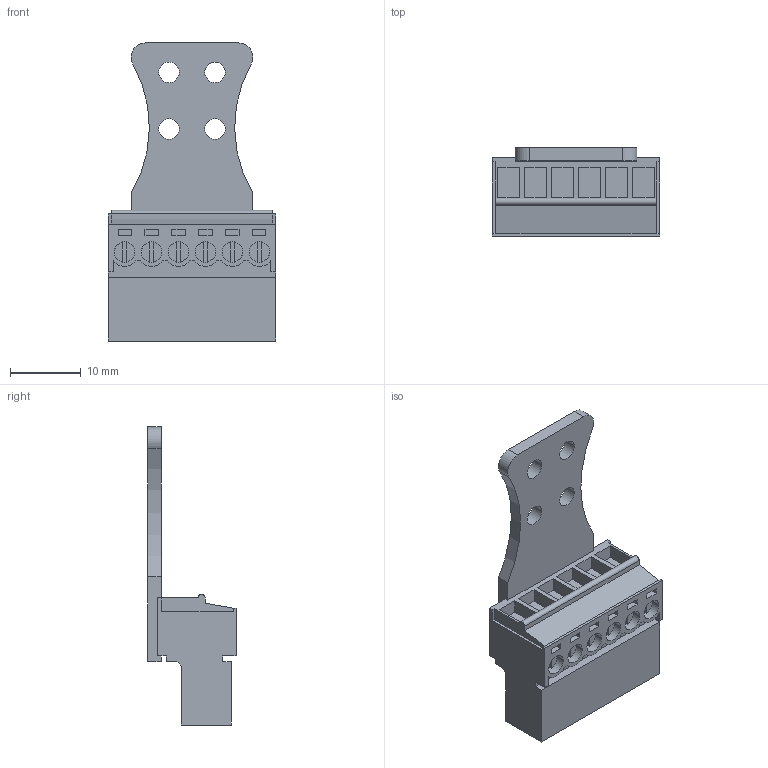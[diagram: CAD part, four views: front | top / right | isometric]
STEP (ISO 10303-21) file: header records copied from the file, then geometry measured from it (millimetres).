
FILE_DESCRIPTION(('CATIA V5 STEP Exchange','CAx-IF Rec.Pracs.--- Model Styling and Organization---1.2---2011-12-15'),'2;1');
FILE_NAME ('D1448156_0', '2018-05-11T14:36:02+00:00', ('none'), ('Weidmueller'), 'CATIA Version 5-6 Release 2014', 'CATIA V5 STEP AP214', 'none');
FILE_SCHEMA(('AUTOMOTIVE_DESIGN { 1 0 10303 214 1 1 1 1 }'));
Length unit declared in the file: millimetre
Products named in the file (1): 1071720000
Bounding box: 23.65 x 12.45 x 42.1 mm (x, y, z)
Volume: 3470.2 mm3; surface area: 4754.8 mm2
Topology: 14 solids, 14 shells, 405 faces, 1051 edges, 704 vertices
Faces by surface type: plane 344, cylinder 61
Entity records: 11732 total; most frequent: CARTESIAN_POINT 2105, ORIENTED_EDGE 2102, DIRECTION 1505, EDGE_CURVE 1051, VECTOR 869, LINE 869, VERTEX_POINT 704, EDGE_LOOP 443
